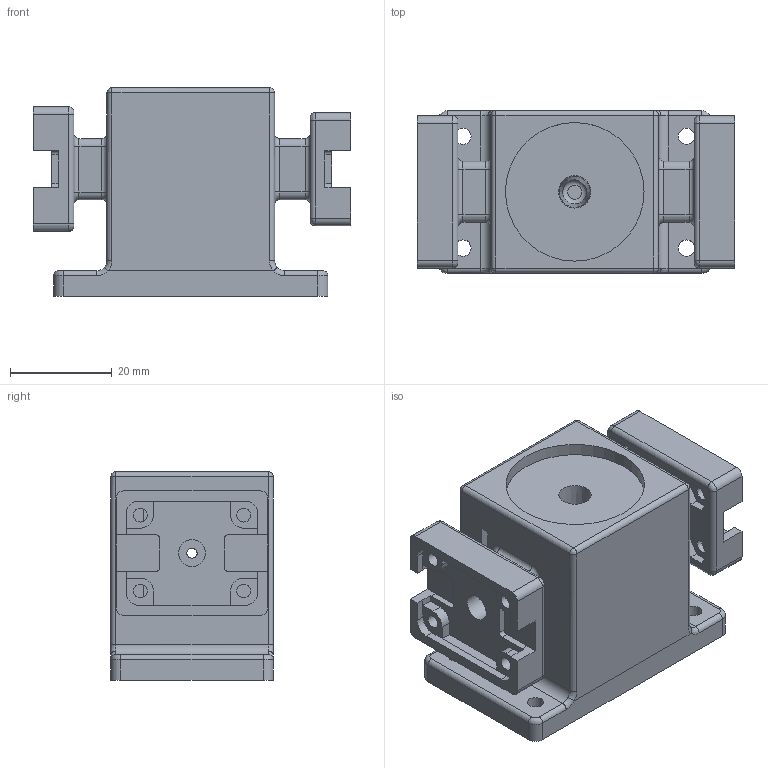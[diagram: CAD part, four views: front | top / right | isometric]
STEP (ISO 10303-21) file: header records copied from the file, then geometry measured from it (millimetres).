
FILE_DESCRIPTION(('FreeCAD Model'),'2;1');
FILE_NAME('Open CASCADE Shape Model','2024-09-04T10:17:29',('Author'),( ''),'Open CASCADE STEP processor 7.6','FreeCAD','Unknown');
FILE_SCHEMA(('AUTOMOTIVE_DESIGN { 1 0 10303 214 1 1 1 1 }'));
Length unit declared in the file: millimetre
Products named in the file (1): ThroughHoleLEDPocket
Bounding box: 62.5 x 32 x 41 mm (x, y, z)
Volume: 49410.1 mm3; surface area: 16691.6 mm2
Topology: 1 solids, 1 shells, 421 faces, 1086 edges, 686 vertices
Faces by surface type: plane 248, cylinder 129, torus 21, bspline 10, revolution 8, sphere 3, cone 2
Full cylindrical faces by diameter (mm): 2 x3, 2.7 x16, 3.2 x4, 4.755 x1, 5.3 x1, 27.273 x1
Entity records: 13492 total; most frequent: CARTESIAN_POINT 3080, ORIENTED_EDGE 2164, DIRECTION 2138, EDGE_CURVE 1082, LINE 762, VECTOR 762, VERTEX_POINT 686, AXIS2_PLACEMENT_3D 684
